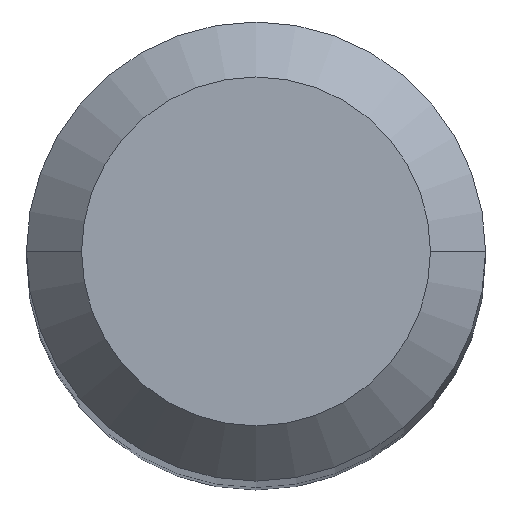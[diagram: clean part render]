
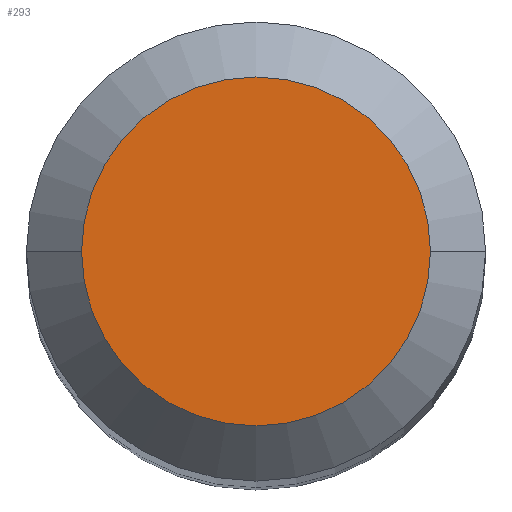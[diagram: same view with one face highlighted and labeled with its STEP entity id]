
A CAD part, top view. The second image highlights one B-rep face of the part: STEP entity #293.
In plain terms, the highlighted planar face has unit normal (0, 0, 1).
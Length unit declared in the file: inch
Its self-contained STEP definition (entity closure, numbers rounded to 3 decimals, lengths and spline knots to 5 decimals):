
#1 = DIRECTION ( 'NONE',  ( 0., 0., 1. ) ) ;
#4 = FACE_OUTER_BOUND ( 'NONE', #78, .T. ) ;
#21 = DIRECTION ( 'NONE',  ( 1., 0., 0. ) ) ;
#44 = AXIS2_PLACEMENT_3D ( 'NONE', #277, #1, #21 ) ;
#75 = DIRECTION ( 'NONE',  ( 1., 0., 0. ) ) ;
#78 = EDGE_LOOP ( 'NONE', ( #188, #196 ) ) ;
#79 = CIRCLE ( 'NONE', #168, 0.0475 ) ;
#81 = CARTESIAN_POINT ( 'NONE',  ( 0.0475, 0., 1.5 ) ) ;
#93 = VERTEX_POINT ( 'NONE', #306 ) ;
#118 = AXIS2_PLACEMENT_3D ( 'NONE', #201, #221, #75 ) ;
#122 = PLANE ( 'NONE',  #118 ) ;
#168 = AXIS2_PLACEMENT_3D ( 'NONE', #320, #249, #299 ) ;
#169 = VERTEX_POINT ( 'NONE', #81 ) ;
#188 = ORIENTED_EDGE ( 'NONE', *, *, #298, .T. ) ;
#196 = ORIENTED_EDGE ( 'NONE', *, *, #308, .T. ) ;
#201 = CARTESIAN_POINT ( 'NONE',  ( 0., 0., 1.5 ) ) ;
#221 = DIRECTION ( 'NONE',  ( 0., 0., 1. ) ) ;
#249 = DIRECTION ( 'NONE',  ( 0., 0., 1. ) ) ;
#277 = CARTESIAN_POINT ( 'NONE',  ( 0., 0., 1.5 ) ) ;
#293 = ADVANCED_FACE ( 'NONE', ( #4 ), #122, .T. ) ;
#298 = EDGE_CURVE ( 'NONE', #93, #169, #305, .T. ) ;
#299 = DIRECTION ( 'NONE',  ( 1., 0., 0. ) ) ;
#305 = CIRCLE ( 'NONE', #44, 0.0475 ) ;
#306 = CARTESIAN_POINT ( 'NONE',  ( -0.0475, 0., 1.5 ) ) ;
#308 = EDGE_CURVE ( 'NONE', #169, #93, #79, .T. ) ;
#320 = CARTESIAN_POINT ( 'NONE',  ( 0., 0., 1.5 ) ) ;
